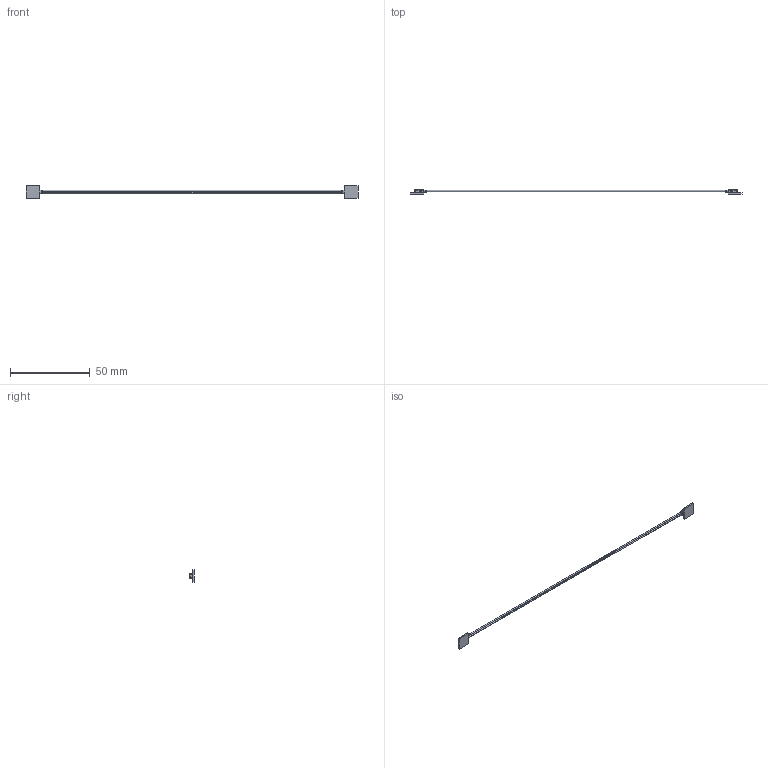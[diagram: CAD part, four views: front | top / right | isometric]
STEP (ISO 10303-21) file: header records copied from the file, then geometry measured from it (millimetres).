
FILE_DESCRIPTION((''),'2;1');
FILE_NAME('00_PLUG-ASSY_0810_ASM','2020-08-10T19:54:11',('L'),('Vatech&EWOO'),'CREO PARAMETRIC BY PTC INC, 2018500','CREO PARAMETRIC BY PTC INC, 2018500','');
FILE_SCHEMA(('CONFIG_CONTROL_DESIGN','SHAPE_APPEARANCE_LAYERS_GROUPS'));
Length unit declared in the file: millimetre
Products named in the file (4): 00_PLUG-ASSY_0810; 00_RECEPTACLE-0810-V05; 00_PCB_20200717; 00_PLUG-ASSY_0810_ASM
Assembly tree (3 placements, depth 2):
  00_PLUG-ASSY_0810_ASM
    00_PLUG-ASSY_0810
    00_RECEPTACLE-0810-V05
    00_PCB_20200717
Bounding box: 207.58 x 2.77 x 8 mm (x, y, z)
Volume: 408.4 mm3; surface area: 1734.3 mm2
Topology: 5 solids, 13 shells, 1436 faces, 3970 edges, 2562 vertices
Faces by surface type: plane 892, cylinder 472, sphere 36, bspline 16, torus 16, extrusion 4
Entity records: 52199 total; most frequent: CARTESIAN_POINT 9267, ORIENTED_EDGE 7900, DIRECTION 7600, EDGE_CURVE 3950, VECTOR 2846, LINE 2842, VERTEX_POINT 2562, AXIS2_PLACEMENT_3D 2377
